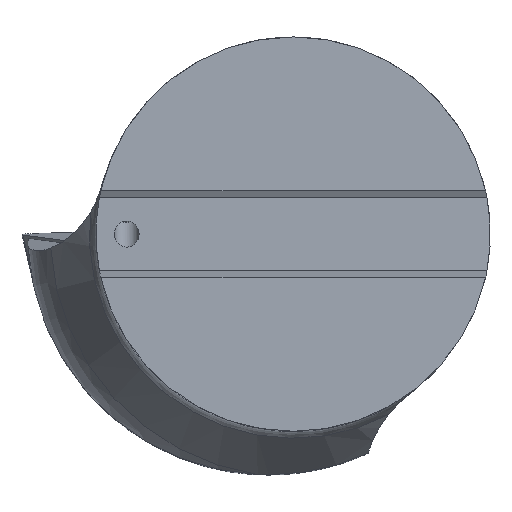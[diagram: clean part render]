
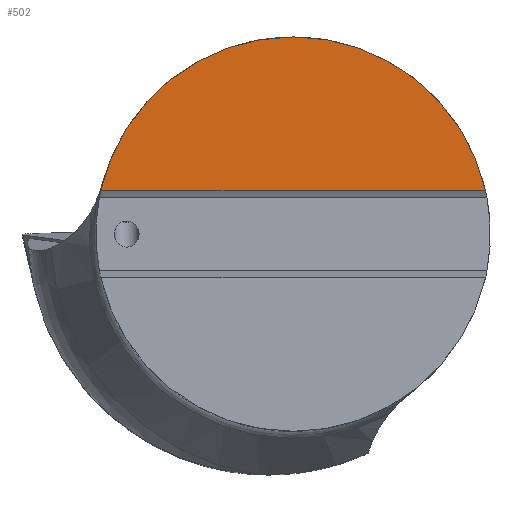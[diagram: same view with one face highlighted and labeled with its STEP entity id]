
A CAD part, top view. The second image highlights one B-rep face of the part: STEP entity #502.
In plain terms, the highlighted planar face has unit normal (0, 0, 1).
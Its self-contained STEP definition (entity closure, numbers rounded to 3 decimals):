
#436=EDGE_CURVE('240[2]',#887,#861,#924,.F.);
#478=EDGE_CURVE('240[2]',#861,#887,#973,.T.);
#502=ADVANCED_FACE('240[2]',(#1004),#1005,.T.);
#861=VERTEX_POINT('',#1719);
#887=VERTEX_POINT('',#1782);
#924=LINE('',#1883,#1884);
#973=CIRCLE('',#2015,16.0);
#1004=FACE_OUTER_BOUND('',#2064,.T.);
#1005=PLANE('',#2065);
#1719=CARTESIAN_POINT('',(15.612,3.5,0.));
#1782=CARTESIAN_POINT('',(-15.612,3.5,0.));
#1883=CARTESIAN_POINT('',(-13.832,3.5,0.));
#1884=VECTOR('',#2547,1.0);
#2015=AXIS2_PLACEMENT_3D('',#2625,#2626,#2627);
#2064=EDGE_LOOP('',(#2678,#2679));
#2065=AXIS2_PLACEMENT_3D('',#2680,#2681,#2682);
#2547=DIRECTION('',(-1.0,0.,0.));
#2625=CARTESIAN_POINT('',(0.0,0.0,0.0));
#2626=DIRECTION('',(0.,0.,1.0));
#2627=DIRECTION('',(0.,1.0,0.));
#2678=ORIENTED_EDGE('',*,*,#436,.T.);
#2679=ORIENTED_EDGE('',*,*,#478,.T.);
#2680=CARTESIAN_POINT('',(-5.7,0.,0.));
#2681=DIRECTION('',(0.,0.,1.0));
#2682=DIRECTION('',(1.0,0.,0.0));
